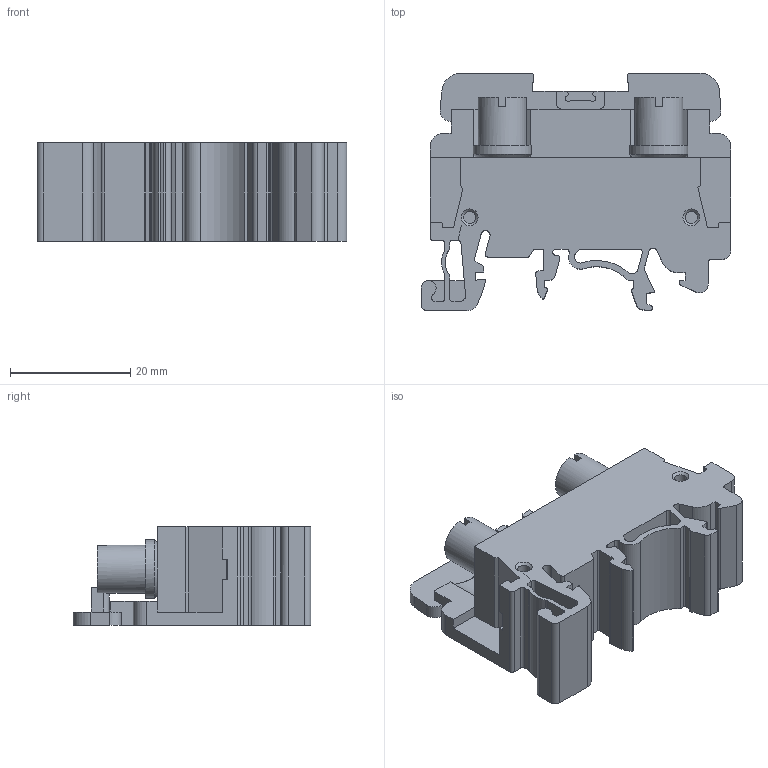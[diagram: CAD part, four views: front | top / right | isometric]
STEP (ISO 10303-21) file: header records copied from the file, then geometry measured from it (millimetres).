
FILE_DESCRIPTION( ( 'Unknown' ), '1' );
FILE_NAME( 'CSTSB5U.stp', 'Unknown', ( 'Unknown' ), ( 'Unknown' ), 'PSStep 14.0', 'Unknown', ' ' );
FILE_SCHEMA( ( 'AUTOMOTIVE_DESIGN { 1 0 10303 214 1 1 1 1 }' ) );
Length unit declared in the file: millimetre
Products named in the file (1):       F6
Bounding box: 51.5 x 39.5 x 16.4 mm (x, y, z)
Volume: 16060.9 mm3; surface area: 8766.9 mm2
Topology: 1 solids, 1 shells, 258 faces, 739 edges, 489 vertices
Faces by surface type: plane 151, cylinder 103, cone 4
Full cylindrical faces by diameter (mm): 2 x2, 4.134 x2, 8 x2, 9.7 x2
Entity records: 11317 total; most frequent: CARTESIAN_POINT 1526, DIRECTION 1453, ORIENTED_EDGE 1436, EDGE_CURVE 718, LINE 495, VECTOR 495, VERTEX_POINT 480, AXIS2_PLACEMENT_3D 479
